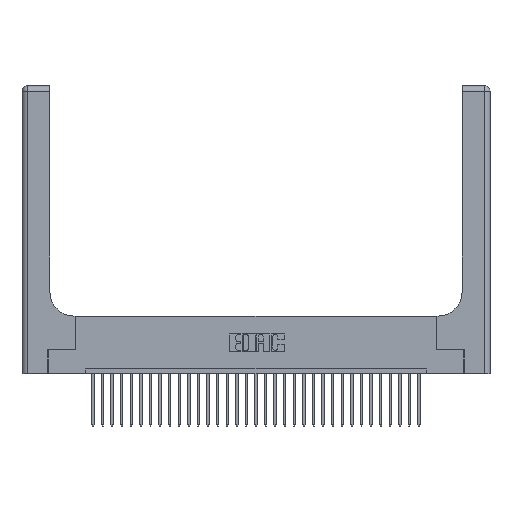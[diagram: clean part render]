
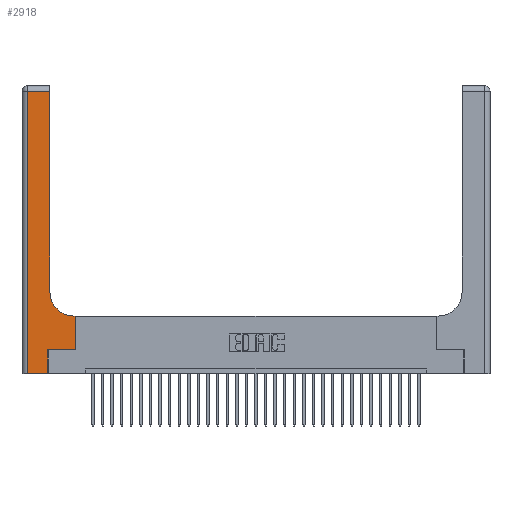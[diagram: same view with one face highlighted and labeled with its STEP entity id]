
A CAD part, top view. The second image highlights one B-rep face of the part: STEP entity #2918.
In plain terms, the highlighted planar face has unit normal (0, 0, 1).
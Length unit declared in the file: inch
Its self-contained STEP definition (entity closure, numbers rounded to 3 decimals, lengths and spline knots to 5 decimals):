
#1511 = ORIENTED_EDGE ( 'NONE', *, *, #19781, .T. ) ;
#2463 = ORIENTED_EDGE ( 'NONE', *, *, #9844, .T. ) ;
#2488 = DIRECTION ( 'NONE',  ( 1., 0., 0. ) ) ;
#2557 = VECTOR ( 'NONE', #2488, 39.37008 ) ;
#2918 = ADVANCED_FACE ( 'NONE', ( #5246 ), #22181, .F. ) ;
#2957 = CIRCLE ( 'NONE', #5847, 0.25 ) ;
#3329 = LINE ( 'NONE', #22847, #2557 ) ;
#3466 = EDGE_LOOP ( 'NONE', ( #16812, #24085, #2463, #32265, #13294, #1511, #12542, #16279, #26302 ) ) ;
#4702 = CARTESIAN_POINT ( 'NONE',  ( 0.06, 0., 0.37 ) ) ;
#4807 = CARTESIAN_POINT ( 'NONE',  ( 0., 0., 0.37 ) ) ;
#4810 = EDGE_CURVE ( 'NONE', #23054, #27256, #30626, .T. ) ;
#5159 = CARTESIAN_POINT ( 'NONE',  ( 0.269, 0., 0.37 ) ) ;
#5236 = VECTOR ( 'NONE', #11624, 39.37008 ) ;
#5246 = FACE_OUTER_BOUND ( 'NONE', #3466, .T. ) ;
#5847 = AXIS2_PLACEMENT_3D ( 'NONE', #15335, #22864, #7917 ) ;
#6079 = CARTESIAN_POINT ( 'NONE',  ( 0.2915, 0.85, 0.37 ) ) ;
#6344 = CARTESIAN_POINT ( 'NONE',  ( 0.2915, 3., 0.37 ) ) ;
#6831 = CARTESIAN_POINT ( 'NONE',  ( 0.269, 0., 0.37 ) ) ;
#6868 = VERTEX_POINT ( 'NONE', #24763 ) ;
#7059 = DIRECTION ( 'NONE',  ( 0., 1., 0. ) ) ;
#7235 = CARTESIAN_POINT ( 'NONE',  ( 0., 3., 0.37 ) ) ;
#7917 = DIRECTION ( 'NONE',  ( 1., 0., 0. ) ) ;
#9012 = VERTEX_POINT ( 'NONE', #16029 ) ;
#9149 = LINE ( 'NONE', #32174, #12699 ) ;
#9561 = CARTESIAN_POINT ( 'NONE',  ( 0.06, 3., 0.37 ) ) ;
#9671 = DIRECTION ( 'NONE',  ( 0., -1., 0. ) ) ;
#9844 = EDGE_CURVE ( 'NONE', #13756, #23054, #23312, .T. ) ;
#10000 = EDGE_CURVE ( 'NONE', #31682, #24307, #2957, .T. ) ;
#10742 = EDGE_CURVE ( 'NONE', #24307, #6868, #20859, .T. ) ;
#10845 = VECTOR ( 'NONE', #9671, 39.37008 ) ;
#11267 = CARTESIAN_POINT ( 'NONE',  ( 0., 2.94, 0.37 ) ) ;
#11624 = DIRECTION ( 'NONE',  ( 0., 1., 0. ) ) ;
#12542 = ORIENTED_EDGE ( 'NONE', *, *, #29358, .T. ) ;
#12699 = VECTOR ( 'NONE', #7059, 39.37008 ) ;
#12733 = DIRECTION ( 'NONE',  ( 0., 0., -1. ) ) ;
#13294 = ORIENTED_EDGE ( 'NONE', *, *, #27007, .T. ) ;
#13756 = VERTEX_POINT ( 'NONE', #19624 ) ;
#15335 = CARTESIAN_POINT ( 'NONE',  ( 0.5415, 0.85, 0.37 ) ) ;
#16029 = CARTESIAN_POINT ( 'NONE',  ( 0.269, 0.25, 0.37 ) ) ;
#16279 = ORIENTED_EDGE ( 'NONE', *, *, #23378, .T. ) ;
#16812 = ORIENTED_EDGE ( 'NONE', *, *, #10742, .T. ) ;
#16841 = LINE ( 'NONE', #11267, #22305 ) ;
#17155 = CARTESIAN_POINT ( 'NONE',  ( 0.5585, 0.6, 0.37 ) ) ;
#17578 = VERTEX_POINT ( 'NONE', #22542 ) ;
#18344 = DIRECTION ( 'NONE',  ( -1., 0., 0. ) ) ;
#19460 = LINE ( 'NONE', #6831, #23017 ) ;
#19624 = CARTESIAN_POINT ( 'NONE',  ( 0.06, 2.94, 0.37 ) ) ;
#19781 = EDGE_CURVE ( 'NONE', #9012, #17578, #3329, .T. ) ;
#20079 = DIRECTION ( 'NONE',  ( -1., 0., 0. ) ) ;
#20859 = LINE ( 'NONE', #6344, #5236 ) ;
#21824 = AXIS2_PLACEMENT_3D ( 'NONE', #7235, #12733, #20079 ) ;
#21850 = DIRECTION ( 'NONE',  ( 1., 0., 0. ) ) ;
#22181 = PLANE ( 'NONE',  #21824 ) ;
#22305 = VECTOR ( 'NONE', #23808, 39.37008 ) ;
#22542 = CARTESIAN_POINT ( 'NONE',  ( 0.5585, 0.25, 0.37 ) ) ;
#22847 = CARTESIAN_POINT ( 'NONE',  ( 0.269, 0.25, 0.37 ) ) ;
#22864 = DIRECTION ( 'NONE',  ( 0., 0., -1. ) ) ;
#23017 = VECTOR ( 'NONE', #29282, 39.37008 ) ;
#23054 = VERTEX_POINT ( 'NONE', #4702 ) ;
#23304 = EDGE_CURVE ( 'NONE', #6868, #13756, #16841, .T. ) ;
#23312 = LINE ( 'NONE', #9561, #10845 ) ;
#23378 = EDGE_CURVE ( 'NONE', #31694, #31682, #28630, .T. ) ;
#23501 = VECTOR ( 'NONE', #18344, 39.37008 ) ;
#23808 = DIRECTION ( 'NONE',  ( -1., 0., 0. ) ) ;
#24085 = ORIENTED_EDGE ( 'NONE', *, *, #23304, .T. ) ;
#24307 = VERTEX_POINT ( 'NONE', #6079 ) ;
#24492 = CARTESIAN_POINT ( 'NONE',  ( 0.5415, 0.6, 0.37 ) ) ;
#24763 = CARTESIAN_POINT ( 'NONE',  ( 0.2915, 2.94, 0.37 ) ) ;
#26302 = ORIENTED_EDGE ( 'NONE', *, *, #10000, .T. ) ;
#27007 = EDGE_CURVE ( 'NONE', #27256, #9012, #19460, .T. ) ;
#27256 = VERTEX_POINT ( 'NONE', #5159 ) ;
#28630 = LINE ( 'NONE', #31316, #23501 ) ;
#29282 = DIRECTION ( 'NONE',  ( 0., 1., 0. ) ) ;
#29358 = EDGE_CURVE ( 'NONE', #17578, #31694, #9149, .T. ) ;
#30626 = LINE ( 'NONE', #4807, #32216 ) ;
#31316 = CARTESIAN_POINT ( 'NONE',  ( 0.2915, 0.6, 0.37 ) ) ;
#31682 = VERTEX_POINT ( 'NONE', #24492 ) ;
#31694 = VERTEX_POINT ( 'NONE', #17155 ) ;
#32174 = CARTESIAN_POINT ( 'NONE',  ( 0.5585, 0.25, 0.37 ) ) ;
#32216 = VECTOR ( 'NONE', #21850, 39.37008 ) ;
#32265 = ORIENTED_EDGE ( 'NONE', *, *, #4810, .T. ) ;
